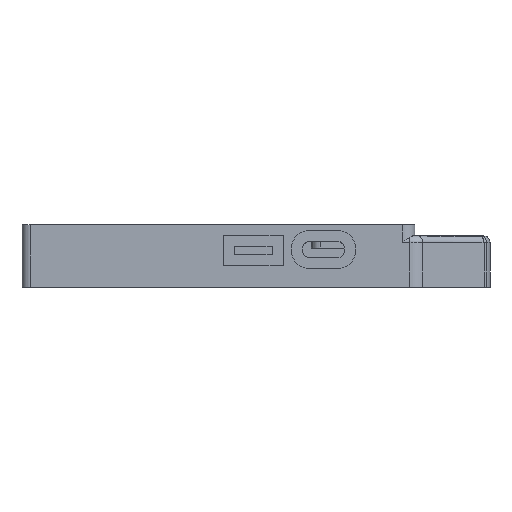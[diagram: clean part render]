
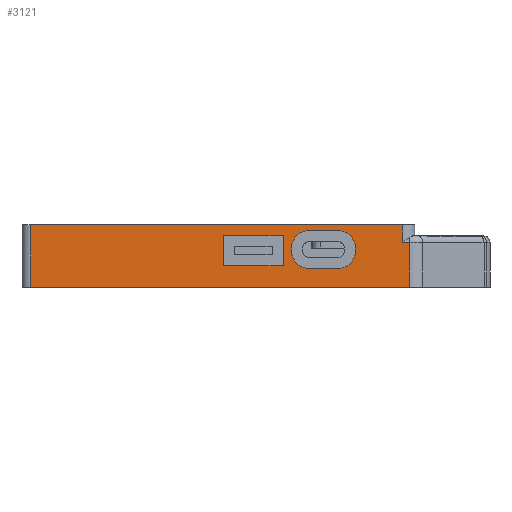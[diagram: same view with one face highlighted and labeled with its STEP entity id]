
A CAD part, left-side view. The second image highlights one B-rep face of the part: STEP entity #3121.
In plain terms, the highlighted planar face has unit normal (-1, 0, 0).
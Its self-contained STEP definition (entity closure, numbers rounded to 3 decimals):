
#655=CARTESIAN_POINT('',(152.572,-93.4,4.12));
#656=VERTEX_POINT('',#655);
#664=CARTESIAN_POINT('',(152.572,-93.4,-5.98));
#665=VERTEX_POINT('',#664);
#666=CARTESIAN_POINT('',(152.572,-93.4,-5.98));
#667=DIRECTION('',(0.,0.,1.));
#668=VECTOR('',#667,10.1);
#669=LINE('',#666,#668);
#670=EDGE_CURVE('',#665,#656,#669,.T.);
#1334=CARTESIAN_POINT('',(152.572,-8.016,8.12));
#1335=VERTEX_POINT('',#1334);
#1343=CARTESIAN_POINT('',(152.572,-91.756,8.12));
#1344=VERTEX_POINT('',#1343);
#1345=CARTESIAN_POINT('',(152.572,-91.756,8.12));
#1346=DIRECTION('',(0.,1.,-0.));
#1347=VECTOR('',#1346,83.741);
#1348=LINE('',#1345,#1347);
#1349=EDGE_CURVE('',#1344,#1335,#1348,.T.);
#2403=CARTESIAN_POINT('',(152.572,-8.016,-5.98));
#2404=VERTEX_POINT('',#2403);
#2405=CARTESIAN_POINT('',(152.572,-93.4,-5.98));
#2406=DIRECTION('',(0.,1.,0.));
#2407=VECTOR('',#2406,85.384);
#2408=LINE('',#2405,#2407);
#2409=EDGE_CURVE('',#665,#2404,#2408,.T.);
#2507=CARTESIAN_POINT('',(152.572,-8.016,-5.98));
#2508=DIRECTION('',(0.,0.,1.));
#2509=VECTOR('',#2508,14.1);
#2510=LINE('',#2507,#2509);
#2511=EDGE_CURVE('',#2404,#1335,#2510,.T.);
#2992=CARTESIAN_POINT('',(152.572,-50.708,-4.98));
#2993=DIRECTION('',(1.,0.,-0.));
#2994=DIRECTION('',(0.,1.,-0.));
#2995=AXIS2_PLACEMENT_3D('',#2992,#2993,#2994);
#2996=PLANE('',#2995);
#2997=ORIENTED_EDGE('',*,*,#670,.T.);
#2998=CARTESIAN_POINT('',(152.572,-91.756,4.12));
#2999=VERTEX_POINT('',#2998);
#3000=CARTESIAN_POINT('',(152.572,-93.4,4.12));
#3001=DIRECTION('',(0.,1.,0.));
#3002=VECTOR('',#3001,1.644);
#3003=LINE('',#3000,#3002);
#3004=EDGE_CURVE('',#656,#2999,#3003,.T.);
#3005=ORIENTED_EDGE('',*,*,#3004,.T.);
#3006=CARTESIAN_POINT('',(152.572,-91.756,4.12));
#3007=DIRECTION('',(0.,0.,1.));
#3008=VECTOR('',#3007,4.);
#3009=LINE('',#3006,#3008);
#3010=EDGE_CURVE('',#2999,#1344,#3009,.T.);
#3011=ORIENTED_EDGE('',*,*,#3010,.T.);
#3012=ORIENTED_EDGE('',*,*,#1349,.T.);
#3013=ORIENTED_EDGE('',*,*,#2511,.F.);
#3014=ORIENTED_EDGE('',*,*,#2409,.F.);
#3015=EDGE_LOOP('',(#2997,#3005,#3011,#3012,#3013,#3014));
#3016=FACE_BOUND('',#3015,.T.);
#3017=CARTESIAN_POINT('',(152.572,-81.108,2.879));
#3018=VERTEX_POINT('',#3017);
#3019=CARTESIAN_POINT('',(152.572,-81.108,2.169));
#3020=VERTEX_POINT('',#3019);
#3021=CARTESIAN_POINT('',(152.572,-81.108,2.879));
#3022=DIRECTION('',(-0.,-0.,-1.));
#3023=VECTOR('',#3022,0.71);
#3024=LINE('',#3021,#3023);
#3025=EDGE_CURVE('',#3018,#3020,#3024,.T.);
#3026=ORIENTED_EDGE('',*,*,#3025,.T.);
#3027=CARTESIAN_POINT('',(152.572,-77.158,-1.781));
#3028=VERTEX_POINT('',#3027);
#3029=CARTESIAN_POINT('',(152.572,-77.158,2.169));
#3030=DIRECTION('',(-1.,0.,0.));
#3031=DIRECTION('',(0.,-1.,0.));
#3032=AXIS2_PLACEMENT_3D('',#3029,#3030,#3031);
#3033=CIRCLE('',#3032,3.95);
#3034=EDGE_CURVE('',#3028,#3020,#3033,.T.);
#3035=ORIENTED_EDGE('',*,*,#3034,.F.);
#3036=CARTESIAN_POINT('',(152.572,-70.718,-1.781));
#3037=VERTEX_POINT('',#3036);
#3038=CARTESIAN_POINT('',(152.572,-77.158,-1.781));
#3039=DIRECTION('',(0.,1.,0.));
#3040=VECTOR('',#3039,6.44);
#3041=LINE('',#3038,#3040);
#3042=EDGE_CURVE('',#3028,#3037,#3041,.T.);
#3043=ORIENTED_EDGE('',*,*,#3042,.T.);
#3044=CARTESIAN_POINT('',(152.572,-66.768,2.169));
#3045=VERTEX_POINT('',#3044);
#3046=CARTESIAN_POINT('',(152.572,-70.718,2.169));
#3047=DIRECTION('',(-1.,0.,0.));
#3048=DIRECTION('',(0.,-1.,0.));
#3049=AXIS2_PLACEMENT_3D('',#3046,#3047,#3048);
#3050=CIRCLE('',#3049,3.95);
#3051=EDGE_CURVE('',#3045,#3037,#3050,.T.);
#3052=ORIENTED_EDGE('',*,*,#3051,.F.);
#3053=CARTESIAN_POINT('',(152.572,-66.768,2.879));
#3054=VERTEX_POINT('',#3053);
#3055=CARTESIAN_POINT('',(152.572,-66.768,2.169));
#3056=DIRECTION('',(0.,0.,1.));
#3057=VECTOR('',#3056,0.71);
#3058=LINE('',#3055,#3057);
#3059=EDGE_CURVE('',#3045,#3054,#3058,.T.);
#3060=ORIENTED_EDGE('',*,*,#3059,.T.);
#3061=CARTESIAN_POINT('',(152.572,-70.718,6.829));
#3062=VERTEX_POINT('',#3061);
#3063=CARTESIAN_POINT('',(152.572,-70.718,2.879));
#3064=DIRECTION('',(-1.,0.,0.));
#3065=DIRECTION('',(0.,-1.,0.));
#3066=AXIS2_PLACEMENT_3D('',#3063,#3064,#3065);
#3067=CIRCLE('',#3066,3.95);
#3068=EDGE_CURVE('',#3062,#3054,#3067,.T.);
#3069=ORIENTED_EDGE('',*,*,#3068,.F.);
#3070=CARTESIAN_POINT('',(152.572,-77.158,6.829));
#3071=VERTEX_POINT('',#3070);
#3072=CARTESIAN_POINT('',(152.572,-70.718,6.829));
#3073=DIRECTION('',(0.,-1.,-0.));
#3074=VECTOR('',#3073,6.44);
#3075=LINE('',#3072,#3074);
#3076=EDGE_CURVE('',#3062,#3071,#3075,.T.);
#3077=ORIENTED_EDGE('',*,*,#3076,.T.);
#3078=CARTESIAN_POINT('',(152.572,-77.158,2.879));
#3079=DIRECTION('',(-1.,0.,0.));
#3080=DIRECTION('',(0.,-1.,0.));
#3081=AXIS2_PLACEMENT_3D('',#3078,#3079,#3080);
#3082=CIRCLE('',#3081,3.95);
#3083=EDGE_CURVE('',#3018,#3071,#3082,.T.);
#3084=ORIENTED_EDGE('',*,*,#3083,.F.);
#3085=EDGE_LOOP('',(#3026,#3035,#3043,#3052,#3060,#3069,#3077,#3084));
#3086=FACE_BOUND('',#3085,.T.);
#3087=CARTESIAN_POINT('',(152.572,-64.86,5.67));
#3088=VERTEX_POINT('',#3087);
#3089=CARTESIAN_POINT('',(152.572,-64.86,-1.18));
#3090=VERTEX_POINT('',#3089);
#3091=CARTESIAN_POINT('',(152.572,-64.86,5.67));
#3092=DIRECTION('',(-0.,-0.,-1.));
#3093=VECTOR('',#3092,6.85);
#3094=LINE('',#3091,#3093);
#3095=EDGE_CURVE('',#3088,#3090,#3094,.T.);
#3096=ORIENTED_EDGE('',*,*,#3095,.T.);
#3097=CARTESIAN_POINT('',(152.572,-51.36,-1.18));
#3098=VERTEX_POINT('',#3097);
#3099=CARTESIAN_POINT('',(152.572,-64.86,-1.18));
#3100=DIRECTION('',(0.,1.,0.));
#3101=VECTOR('',#3100,13.5);
#3102=LINE('',#3099,#3101);
#3103=EDGE_CURVE('',#3090,#3098,#3102,.T.);
#3104=ORIENTED_EDGE('',*,*,#3103,.T.);
#3105=CARTESIAN_POINT('',(152.572,-51.36,5.67));
#3106=VERTEX_POINT('',#3105);
#3107=CARTESIAN_POINT('',(152.572,-51.36,-1.18));
#3108=DIRECTION('',(0.,0.,1.));
#3109=VECTOR('',#3108,6.85);
#3110=LINE('',#3107,#3109);
#3111=EDGE_CURVE('',#3098,#3106,#3110,.T.);
#3112=ORIENTED_EDGE('',*,*,#3111,.T.);
#3113=CARTESIAN_POINT('',(152.572,-51.36,5.67));
#3114=DIRECTION('',(0.,-1.,-0.));
#3115=VECTOR('',#3114,13.5);
#3116=LINE('',#3113,#3115);
#3117=EDGE_CURVE('',#3106,#3088,#3116,.T.);
#3118=ORIENTED_EDGE('',*,*,#3117,.T.);
#3119=EDGE_LOOP('',(#3096,#3104,#3112,#3118));
#3120=FACE_BOUND('',#3119,.T.);
#3121=ADVANCED_FACE('',(#3016,#3086,#3120),#2996,.F.);
